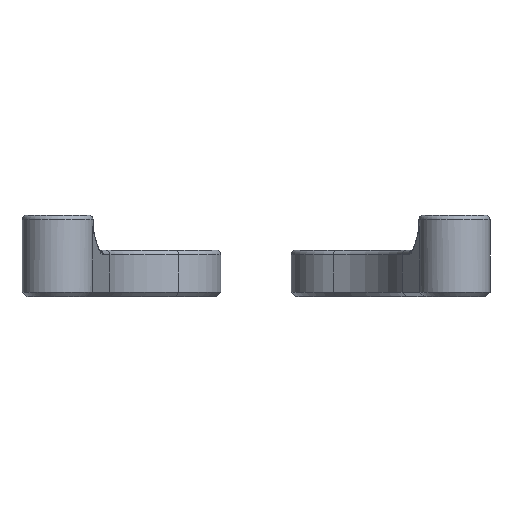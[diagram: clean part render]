
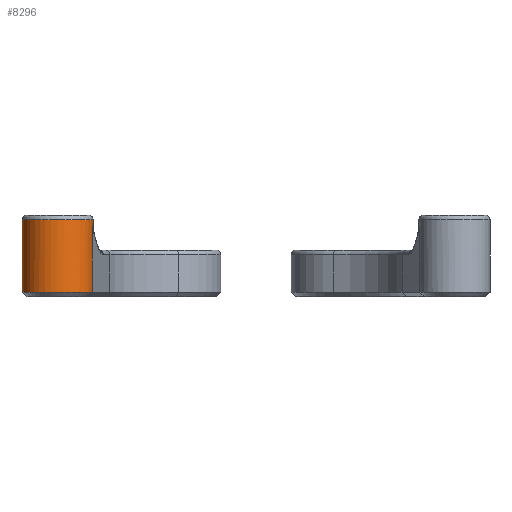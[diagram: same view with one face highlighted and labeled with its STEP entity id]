
A CAD part, front view. The second image highlights one B-rep face of the part: STEP entity #8296.
In plain terms, the highlighted cylindrical face has radius 3.05 mm (diameter 6.1 mm), a full revolution.
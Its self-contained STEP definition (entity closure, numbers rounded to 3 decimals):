
#45=CYLINDRICAL_SURFACE('',#8725,3.05);
#154=CIRCLE('',#8713,3.05);
#155=CIRCLE('',#8714,3.05);
#161=CIRCLE('',#8726,3.05);
#162=CIRCLE('',#8727,3.05);
#688=FACE_OUTER_BOUND('',#1190,.T.);
#1190=EDGE_LOOP('',(#6330,#6331,#6332,#6333,#6334,#6335,#6336,#6337));
#1807=LINE('',#12633,#2455);
#1810=LINE('',#12649,#2458);
#1811=LINE('',#12651,#2459);
#2455=VECTOR('',#9554,10.);
#2458=VECTOR('',#9561,3.05);
#2459=VECTOR('',#9562,10.);
#3610=VERTEX_POINT('',#12591);
#3614=VERTEX_POINT('',#12603);
#3615=VERTEX_POINT('',#12605);
#3623=VERTEX_POINT('',#12632);
#3626=VERTEX_POINT('',#12647);
#3627=VERTEX_POINT('',#12650);
#4588=EDGE_CURVE('',#3610,#3614,#154,.T.);
#4589=EDGE_CURVE('',#3614,#3615,#155,.T.);
#4603=EDGE_CURVE('',#3615,#3623,#1807,.T.);
#4607=EDGE_CURVE('',#3626,#3626,#161,.T.);
#4608=EDGE_CURVE('',#3626,#3614,#1810,.T.);
#4609=EDGE_CURVE('',#3610,#3627,#1811,.T.);
#4610=EDGE_CURVE('',#3623,#3627,#162,.T.);
#6330=ORIENTED_EDGE('',*,*,#4607,.F.);
#6331=ORIENTED_EDGE('',*,*,#4608,.T.);
#6332=ORIENTED_EDGE('',*,*,#4588,.F.);
#6333=ORIENTED_EDGE('',*,*,#4609,.T.);
#6334=ORIENTED_EDGE('',*,*,#4610,.F.);
#6335=ORIENTED_EDGE('',*,*,#4603,.F.);
#6336=ORIENTED_EDGE('',*,*,#4589,.F.);
#6337=ORIENTED_EDGE('',*,*,#4608,.F.);
#8296=ADVANCED_FACE('',(#688),#45,.T.);
#8713=AXIS2_PLACEMENT_3D('',#12604,#9522,#9523);
#8714=AXIS2_PLACEMENT_3D('',#12606,#9524,#9525);
#8725=AXIS2_PLACEMENT_3D('',#12646,#9557,#9558);
#8726=AXIS2_PLACEMENT_3D('',#12648,#9559,#9560);
#8727=AXIS2_PLACEMENT_3D('',#12652,#9563,#9564);
#9522=DIRECTION('center_axis',(0.,0.,-1.));
#9523=DIRECTION('ref_axis',(-1.,0.,0.));
#9524=DIRECTION('center_axis',(0.,0.,-1.));
#9525=DIRECTION('ref_axis',(-1.,0.,0.));
#9554=DIRECTION('',(0.,0.,1.));
#9557=DIRECTION('center_axis',(0.,0.,1.));
#9558=DIRECTION('ref_axis',(1.,0.,0.));
#9559=DIRECTION('center_axis',(0.,0.,1.));
#9560=DIRECTION('ref_axis',(1.,0.,0.));
#9561=DIRECTION('',(0.,0.,-1.));
#9562=DIRECTION('',(0.,0.,1.));
#9563=DIRECTION('center_axis',(0.,0.,-1.));
#9564=DIRECTION('ref_axis',(0.222,0.975,0.));
#12591=CARTESIAN_POINT('',(67.576,-7.691,0.4));
#12603=CARTESIAN_POINT('',(61.552,-7.014,0.4));
#12604=CARTESIAN_POINT('Origin',(64.602,-7.014,0.4));
#12605=CARTESIAN_POINT('',(61.627,-6.338,0.4));
#12606=CARTESIAN_POINT('Origin',(64.602,-7.014,0.4));
#12632=CARTESIAN_POINT('',(61.627,-6.338,6.));
#12633=CARTESIAN_POINT('',(61.627,-6.338,0.));
#12646=CARTESIAN_POINT('Origin',(64.602,-7.014,0.));
#12647=CARTESIAN_POINT('',(61.552,-7.014,6.6));
#12648=CARTESIAN_POINT('Origin',(64.602,-7.014,6.6));
#12649=CARTESIAN_POINT('',(61.552,-7.014,0.));
#12650=CARTESIAN_POINT('',(67.576,-7.691,6.));
#12651=CARTESIAN_POINT('',(67.576,-7.691,0.));
#12652=CARTESIAN_POINT('Origin',(64.602,-7.014,6.));
